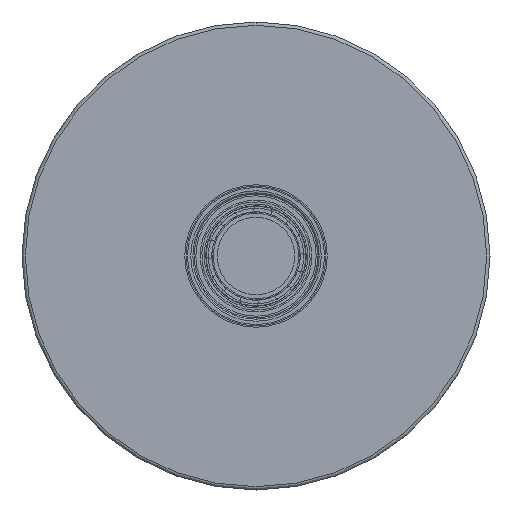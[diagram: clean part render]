
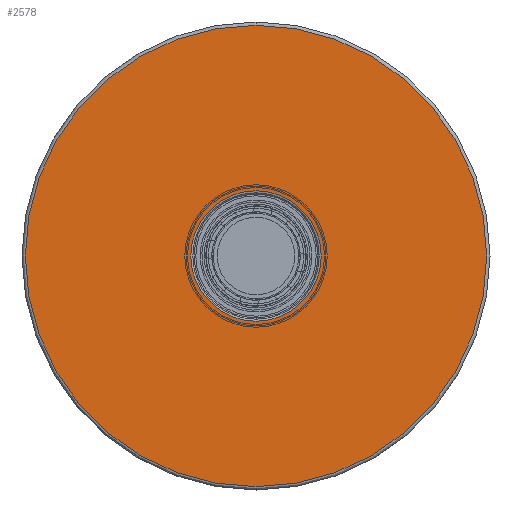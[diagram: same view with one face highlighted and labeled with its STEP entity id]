
A CAD part, front view. The second image highlights one B-rep face of the part: STEP entity #2578.
In plain terms, the highlighted face is planar.
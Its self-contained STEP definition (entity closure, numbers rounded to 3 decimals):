
#138 = ORIENTED_EDGE ( 'NONE', *, *, #3492, .T. ) ;
#153 = VERTEX_POINT ( 'NONE', #3007 ) ;
#256 = CARTESIAN_POINT ( 'NONE',  ( 0., 9.75, 0. ) ) ;
#280 = CARTESIAN_POINT ( 'NONE',  ( 0., 0., 0. ) ) ;
#344 = ORIENTED_EDGE ( 'NONE', *, *, #1994, .T. ) ;
#347 = DIRECTION ( 'NONE',  ( 0., 0., -1. ) ) ;
#653 = EDGE_CURVE ( 'NONE', #153, #1391, #1793, .T. ) ;
#684 = CARTESIAN_POINT ( 'NONE',  ( 0., 0., 0. ) ) ;
#755 = FACE_OUTER_BOUND ( 'NONE', #1226, .T. ) ;
#1121 = EDGE_LOOP ( 'NONE', ( #1139, #344 ) ) ;
#1139 = ORIENTED_EDGE ( 'NONE', *, *, #653, .T. ) ;
#1198 = DIRECTION ( 'NONE',  ( 0., 0., -1. ) ) ;
#1226 = EDGE_LOOP ( 'NONE', ( #2716, #138 ) ) ;
#1365 = VERTEX_POINT ( 'NONE', #3191 ) ;
#1387 = AXIS2_PLACEMENT_3D ( 'NONE', #280, #1198, #3810 ) ;
#1391 = VERTEX_POINT ( 'NONE', #256 ) ;
#1408 = DIRECTION ( 'NONE',  ( 0., 0., 1. ) ) ;
#1435 = AXIS2_PLACEMENT_3D ( 'NONE', #2506, #2171, #1568 ) ;
#1489 = VERTEX_POINT ( 'NONE', #3576 ) ;
#1568 = DIRECTION ( 'NONE',  ( 0., -1., 0. ) ) ;
#1716 = CARTESIAN_POINT ( 'NONE',  ( 0., 0., 0. ) ) ;
#1773 = DIRECTION ( 'NONE',  ( 0., -1., 0. ) ) ;
#1793 = CIRCLE ( 'NONE', #2192, 9.75 ) ;
#1984 = CIRCLE ( 'NONE', #1435, 9.75 ) ;
#1994 = EDGE_CURVE ( 'NONE', #1391, #153, #1984, .T. ) ;
#2052 = DIRECTION ( 'NONE',  ( 0., 0., 1. ) ) ;
#2112 = DIRECTION ( 'NONE',  ( 0., -1., 0. ) ) ;
#2171 = DIRECTION ( 'NONE',  ( 0., 0., 1. ) ) ;
#2192 = AXIS2_PLACEMENT_3D ( 'NONE', #3066, #1408, #1773 ) ;
#2456 = FACE_BOUND ( 'NONE', #1121, .T. ) ;
#2506 = CARTESIAN_POINT ( 'NONE',  ( 0., 0., 0. ) ) ;
#2578 = ADVANCED_FACE ( 'NONE', ( #2456, #755 ), #3374, .F. ) ;
#2651 = DIRECTION ( 'NONE',  ( 0., -1., 0. ) ) ;
#2716 = ORIENTED_EDGE ( 'NONE', *, *, #3194, .T. ) ;
#2847 = CIRCLE ( 'NONE', #3882, 34.5 ) ;
#2971 = AXIS2_PLACEMENT_3D ( 'NONE', #1716, #2052, #2112 ) ;
#3007 = CARTESIAN_POINT ( 'NONE',  ( 0., -9.75, 0. ) ) ;
#3066 = CARTESIAN_POINT ( 'NONE',  ( 0., 0., 0. ) ) ;
#3191 = CARTESIAN_POINT ( 'NONE',  ( 0., 34.5, 0. ) ) ;
#3194 = EDGE_CURVE ( 'NONE', #1489, #1365, #2847, .T. ) ;
#3308 = CIRCLE ( 'NONE', #1387, 34.5 ) ;
#3374 = PLANE ( 'NONE',  #2971 ) ;
#3492 = EDGE_CURVE ( 'NONE', #1365, #1489, #3308, .T. ) ;
#3576 = CARTESIAN_POINT ( 'NONE',  ( 0., -34.5, 0. ) ) ;
#3810 = DIRECTION ( 'NONE',  ( 0., -1., 0. ) ) ;
#3882 = AXIS2_PLACEMENT_3D ( 'NONE', #684, #347, #2651 ) ;
